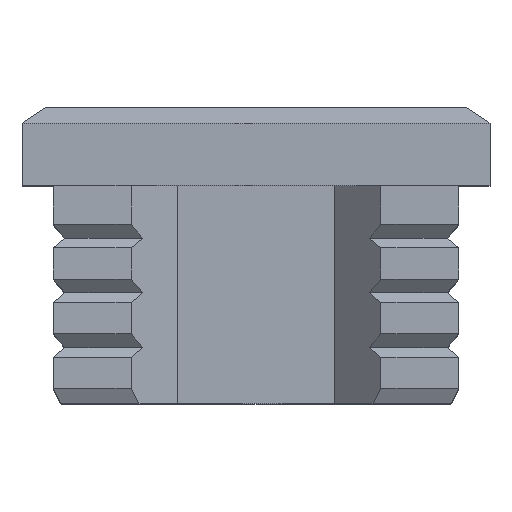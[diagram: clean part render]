
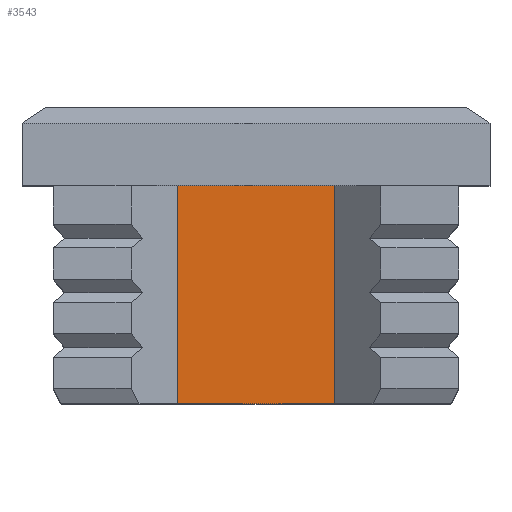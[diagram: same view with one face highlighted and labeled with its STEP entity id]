
A CAD part, top view. The second image highlights one B-rep face of the part: STEP entity #3543.
In plain terms, the highlighted planar face has unit normal (0, 0, 1).
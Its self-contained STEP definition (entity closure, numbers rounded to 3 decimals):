
#19 = LINE ( 'NONE', #3937, #3844 ) ;
#157 = VECTOR ( 'NONE', #3947, 1000. ) ;
#343 = CARTESIAN_POINT ( 'NONE',  ( -5., 14., 10. ) ) ;
#355 = DIRECTION ( 'NONE',  ( 0., 1., 0. ) ) ;
#447 = ORIENTED_EDGE ( 'NONE', *, *, #3480, .T. ) ;
#605 = ORIENTED_EDGE ( 'NONE', *, *, #3869, .F. ) ;
#623 = VECTOR ( 'NONE', #1942, 1000. ) ;
#685 = LINE ( 'NONE', #2985, #157 ) ;
#861 = ORIENTED_EDGE ( 'NONE', *, *, #3472, .F. ) ;
#952 = LINE ( 'NONE', #343, #3977 ) ;
#975 = AXIS2_PLACEMENT_3D ( 'NONE', #1438, #1414, #2441 ) ;
#1331 = LINE ( 'NONE', #1974, #623 ) ;
#1414 = DIRECTION ( 'NONE',  ( 0., 0., 1. ) ) ;
#1438 = CARTESIAN_POINT ( 'NONE',  ( -5., 0., 10. ) ) ;
#1608 = VERTEX_POINT ( 'NONE', #4156 ) ;
#1670 = CARTESIAN_POINT ( 'NONE',  ( -5., 14., 10. ) ) ;
#1673 = EDGE_LOOP ( 'NONE', ( #605, #861, #447, #2057 ) ) ;
#1761 = CARTESIAN_POINT ( 'NONE',  ( 5., 0., 10. ) ) ;
#1874 = CARTESIAN_POINT ( 'NONE',  ( 5., 14., 10. ) ) ;
#1942 = DIRECTION ( 'NONE',  ( 0., 1., 0. ) ) ;
#1974 = CARTESIAN_POINT ( 'NONE',  ( -5., 0., 10. ) ) ;
#1980 = VERTEX_POINT ( 'NONE', #1761 ) ;
#2057 = ORIENTED_EDGE ( 'NONE', *, *, #3131, .T. ) ;
#2150 = VERTEX_POINT ( 'NONE', #1874 ) ;
#2441 = DIRECTION ( 'NONE',  ( 1., 0., 0. ) ) ;
#2797 = PLANE ( 'NONE',  #975 ) ;
#2985 = CARTESIAN_POINT ( 'NONE',  ( -5., 0., 10. ) ) ;
#3131 = EDGE_CURVE ( 'NONE', #1980, #2150, #19, .T. ) ;
#3472 = EDGE_CURVE ( 'NONE', #1608, #3897, #1331, .T. ) ;
#3480 = EDGE_CURVE ( 'NONE', #1608, #1980, #685, .T. ) ;
#3543 = ADVANCED_FACE ( 'NONE', ( #3687 ), #2797, .T. ) ;
#3620 = DIRECTION ( 'NONE',  ( 1., 0., 0. ) ) ;
#3687 = FACE_OUTER_BOUND ( 'NONE', #1673, .T. ) ;
#3844 = VECTOR ( 'NONE', #355, 1000. ) ;
#3869 = EDGE_CURVE ( 'NONE', #3897, #2150, #952, .T. ) ;
#3897 = VERTEX_POINT ( 'NONE', #1670 ) ;
#3937 = CARTESIAN_POINT ( 'NONE',  ( 5., 0., 10. ) ) ;
#3947 = DIRECTION ( 'NONE',  ( 1., 0., 0. ) ) ;
#3977 = VECTOR ( 'NONE', #3620, 1000. ) ;
#4156 = CARTESIAN_POINT ( 'NONE',  ( -5., 0., 10. ) ) ;
